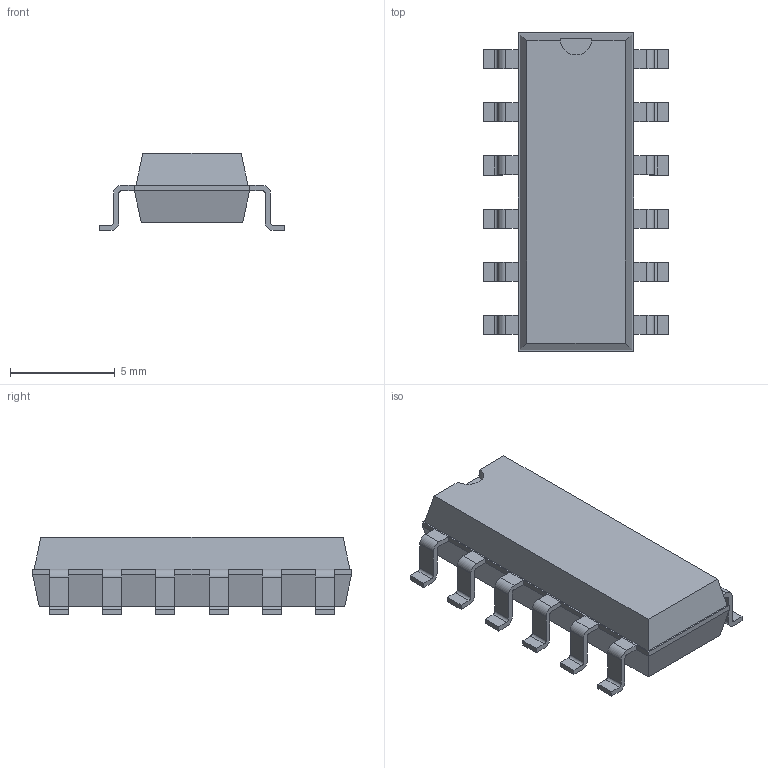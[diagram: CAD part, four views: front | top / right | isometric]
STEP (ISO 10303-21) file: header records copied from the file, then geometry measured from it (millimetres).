
FILE_DESCRIPTION(/* description */ ('model of SMDIP-12_W7.62mm'),/* implementation_level */ '2;1');
FILE_NAME(/* name */ 'SMDIP-12_W7.62mm.step',/* time_stamp */ '2017-09-26T19:22:28',/* author */ ('kicad StepUp','ksu'),/* organization */ ('FreeCAD'),/* preprocessor_version */ 'OCC',/* originating_system */ 'kicad StepUp',/* authorisation */ '');
FILE_SCHEMA(('AUTOMOTIVE_DESIGN { 1 0 10303 214 1 1 1 1 }'));
Length unit declared in the file: millimetre
Products named in the file (1): SMDIP_12_W762mm
Bounding box: 8.82 x 15.24 x 3.68 mm (x, y, z)
Volume: 260.9 mm3; surface area: 370.9 mm2
Topology: 1 solids, 1 shells, 212 faces, 548 edges, 338 vertices
Faces by surface type: plane 127, cylinder 49, bspline 36
Entity records: 4249 total; most frequent: ORIENTED_EDGE 924, CARTESIAN_POINT 605, EDGE_CURVE 548, VERTEX_POINT 338, LINE 324, AXIS2_PLACEMENT_3D 243, ADVANCED_FACE 212, FACE_BOUND 212
